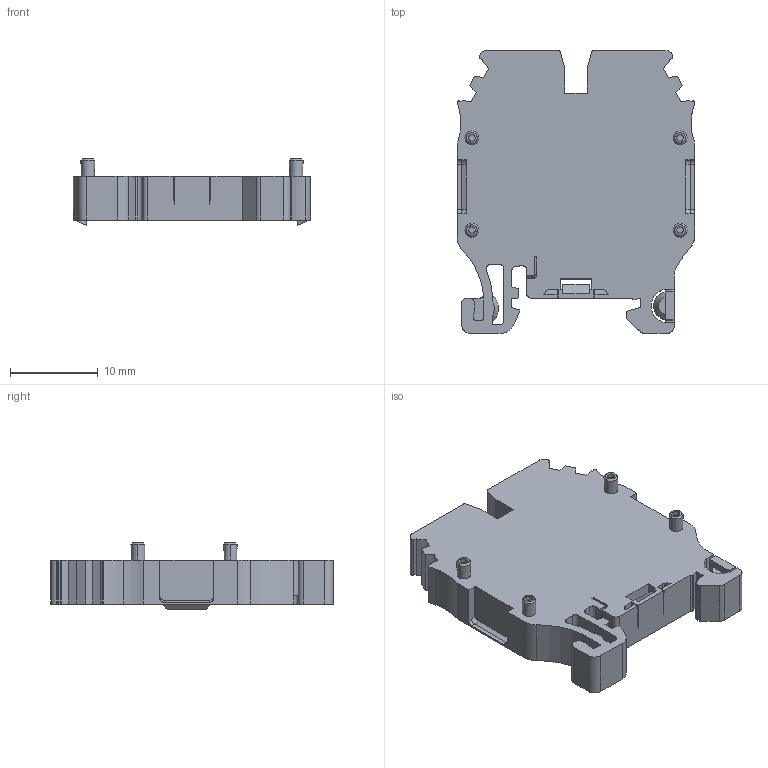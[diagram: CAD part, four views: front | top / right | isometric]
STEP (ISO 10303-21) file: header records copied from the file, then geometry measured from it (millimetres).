
FILE_DESCRIPTION (( 'STEP AP214' ), '1' );
FILE_NAME ('334420_MVK 2,5T.STP', '2013-11-12T11:16:10', ( 'arge' ), ( 'Microsoft' ), 'SwSTEP 2.0', 'SolidWorks 2013', '' );
FILE_SCHEMA (( 'AUTOMOTIVE_DESIGN' ));
Length unit declared in the file: millimetre
Products named in the file (1): 334420_MVK 2,5T
Bounding box: 27 x 32.2 x 7.61 mm (x, y, z)
Volume: 3439 mm3; surface area: 2671.3 mm2
Topology: 1 solids, 11 shells, 367 faces, 941 edges, 611 vertices
Faces by surface type: plane 190, cylinder 115, cone 36, bspline 26
Entity records: 16818 total; most frequent: CARTESIAN_POINT 4528, ORIENTED_EDGE 1882, DIRECTION 1398, EDGE_CURVE 941, VERTEX_POINT 611, VECTOR 482, LINE 482, AXIS2_PLACEMENT_3D 458
